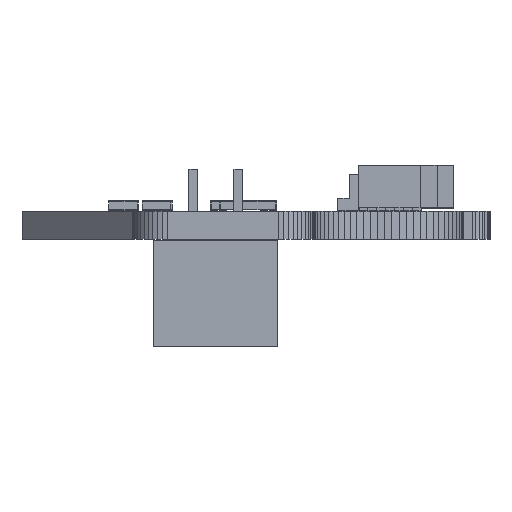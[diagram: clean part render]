
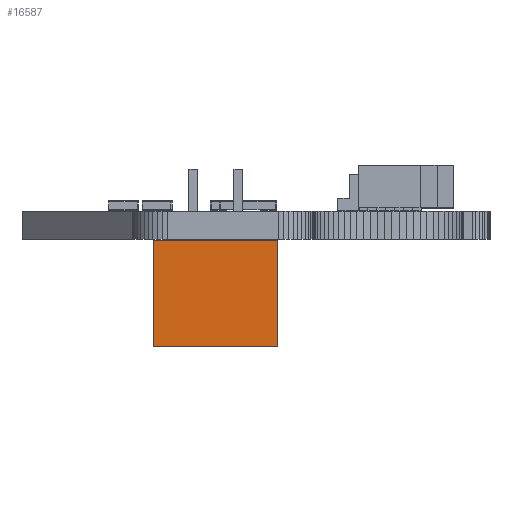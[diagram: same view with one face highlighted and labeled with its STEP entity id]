
A CAD part, left-side view. The second image highlights one B-rep face of the part: STEP entity #16587.
In plain terms, the highlighted planar face has unit normal (-1, 0, 0).
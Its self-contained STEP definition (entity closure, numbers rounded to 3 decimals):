
#16587 = ADVANCED_FACE('',(#16588),#16602,.F.);
#16588 = FACE_BOUND('',#16589,.F.);
#16589 = EDGE_LOOP('',(#16590,#16625,#16653,#16681));
#16590 = ORIENTED_EDGE('',*,*,#16591,.T.);
#16591 = EDGE_CURVE('',#16592,#16594,#16596,.T.);
#16592 = VERTEX_POINT('',#16593);
#16593 = CARTESIAN_POINT('',(-2.1,2.23,0.));
#16594 = VERTEX_POINT('',#16595);
#16595 = CARTESIAN_POINT('',(-2.1,2.23,6.));
#16596 = SURFACE_CURVE('',#16597,(#16601,#16613),.PCURVE_S1.);
#16597 = LINE('',#16598,#16599);
#16598 = CARTESIAN_POINT('',(-2.1,2.23,0.));
#16599 = VECTOR('',#16600,1.);
#16600 = DIRECTION('',(0.,0.,1.));
#16601 = PCURVE('',#16602,#16607);
#16602 = PLANE('',#16603);
#16603 = AXIS2_PLACEMENT_3D('',#16604,#16605,#16606);
#16604 = CARTESIAN_POINT('',(-2.1,2.23,0.));
#16605 = DIRECTION('',(1.,0.,0.));
#16606 = DIRECTION('',(0.,-1.,0.));
#16607 = DEFINITIONAL_REPRESENTATION('',(#16608),#16612);
#16608 = LINE('',#16609,#16610);
#16609 = CARTESIAN_POINT('',(0.,0.));
#16610 = VECTOR('',#16611,1.);
#16611 = DIRECTION('',(0.,-1.));
#16612 = ( GEOMETRIC_REPRESENTATION_CONTEXT(2) 
PARAMETRIC_REPRESENTATION_CONTEXT() REPRESENTATION_CONTEXT('2D SPACE',''
  ) );
#16613 = PCURVE('',#16614,#16619);
#16614 = PLANE('',#16615);
#16615 = AXIS2_PLACEMENT_3D('',#16616,#16617,#16618);
#16616 = CARTESIAN_POINT('',(0.9,2.23,0.));
#16617 = DIRECTION('',(0.,-1.,0.));
#16618 = DIRECTION('',(-1.,0.,0.));
#16619 = DEFINITIONAL_REPRESENTATION('',(#16620),#16624);
#16620 = LINE('',#16621,#16622);
#16621 = CARTESIAN_POINT('',(3.,0.));
#16622 = VECTOR('',#16623,1.);
#16623 = DIRECTION('',(0.,-1.));
#16624 = ( GEOMETRIC_REPRESENTATION_CONTEXT(2) 
PARAMETRIC_REPRESENTATION_CONTEXT() REPRESENTATION_CONTEXT('2D SPACE',''
  ) );
#16625 = ORIENTED_EDGE('',*,*,#16626,.T.);
#16626 = EDGE_CURVE('',#16594,#16627,#16629,.T.);
#16627 = VERTEX_POINT('',#16628);
#16628 = CARTESIAN_POINT('',(-2.1,-4.77,6.));
#16629 = SURFACE_CURVE('',#16630,(#16634,#16641),.PCURVE_S1.);
#16630 = LINE('',#16631,#16632);
#16631 = CARTESIAN_POINT('',(-2.1,2.23,6.));
#16632 = VECTOR('',#16633,1.);
#16633 = DIRECTION('',(0.,-1.,0.));
#16634 = PCURVE('',#16602,#16635);
#16635 = DEFINITIONAL_REPRESENTATION('',(#16636),#16640);
#16636 = LINE('',#16637,#16638);
#16637 = CARTESIAN_POINT('',(0.,-6.));
#16638 = VECTOR('',#16639,1.);
#16639 = DIRECTION('',(1.,0.));
#16640 = ( GEOMETRIC_REPRESENTATION_CONTEXT(2) 
PARAMETRIC_REPRESENTATION_CONTEXT() REPRESENTATION_CONTEXT('2D SPACE',''
  ) );
#16641 = PCURVE('',#16642,#16647);
#16642 = PLANE('',#16643);
#16643 = AXIS2_PLACEMENT_3D('',#16644,#16645,#16646);
#16644 = CARTESIAN_POINT('',(-2.1,2.23,6.));
#16645 = DIRECTION('',(0.,0.,-1.));
#16646 = DIRECTION('',(-1.,0.,0.));
#16647 = DEFINITIONAL_REPRESENTATION('',(#16648),#16652);
#16648 = LINE('',#16649,#16650);
#16649 = CARTESIAN_POINT('',(0.,0.));
#16650 = VECTOR('',#16651,1.);
#16651 = DIRECTION('',(0.,-1.));
#16652 = ( GEOMETRIC_REPRESENTATION_CONTEXT(2) 
PARAMETRIC_REPRESENTATION_CONTEXT() REPRESENTATION_CONTEXT('2D SPACE',''
  ) );
#16653 = ORIENTED_EDGE('',*,*,#16654,.F.);
#16654 = EDGE_CURVE('',#16655,#16627,#16657,.T.);
#16655 = VERTEX_POINT('',#16656);
#16656 = CARTESIAN_POINT('',(-2.1,-4.77,0.));
#16657 = SURFACE_CURVE('',#16658,(#16662,#16669),.PCURVE_S1.);
#16658 = LINE('',#16659,#16660);
#16659 = CARTESIAN_POINT('',(-2.1,-4.77,0.));
#16660 = VECTOR('',#16661,1.);
#16661 = DIRECTION('',(0.,0.,1.));
#16662 = PCURVE('',#16602,#16663);
#16663 = DEFINITIONAL_REPRESENTATION('',(#16664),#16668);
#16664 = LINE('',#16665,#16666);
#16665 = CARTESIAN_POINT('',(7.,0.));
#16666 = VECTOR('',#16667,1.);
#16667 = DIRECTION('',(0.,-1.));
#16668 = ( GEOMETRIC_REPRESENTATION_CONTEXT(2) 
PARAMETRIC_REPRESENTATION_CONTEXT() REPRESENTATION_CONTEXT('2D SPACE',''
  ) );
#16669 = PCURVE('',#16670,#16675);
#16670 = PLANE('',#16671);
#16671 = AXIS2_PLACEMENT_3D('',#16672,#16673,#16674);
#16672 = CARTESIAN_POINT('',(-2.1,-4.77,0.));
#16673 = DIRECTION('',(0.,1.,0.));
#16674 = DIRECTION('',(1.,0.,0.));
#16675 = DEFINITIONAL_REPRESENTATION('',(#16676),#16680);
#16676 = LINE('',#16677,#16678);
#16677 = CARTESIAN_POINT('',(0.,0.));
#16678 = VECTOR('',#16679,1.);
#16679 = DIRECTION('',(0.,-1.));
#16680 = ( GEOMETRIC_REPRESENTATION_CONTEXT(2) 
PARAMETRIC_REPRESENTATION_CONTEXT() REPRESENTATION_CONTEXT('2D SPACE',''
  ) );
#16681 = ORIENTED_EDGE('',*,*,#16682,.F.);
#16682 = EDGE_CURVE('',#16592,#16655,#16683,.T.);
#16683 = SURFACE_CURVE('',#16684,(#16688,#16695),.PCURVE_S1.);
#16684 = LINE('',#16685,#16686);
#16685 = CARTESIAN_POINT('',(-2.1,2.23,0.));
#16686 = VECTOR('',#16687,1.);
#16687 = DIRECTION('',(0.,-1.,0.));
#16688 = PCURVE('',#16602,#16689);
#16689 = DEFINITIONAL_REPRESENTATION('',(#16690),#16694);
#16690 = LINE('',#16691,#16692);
#16691 = CARTESIAN_POINT('',(0.,0.));
#16692 = VECTOR('',#16693,1.);
#16693 = DIRECTION('',(1.,0.));
#16694 = ( GEOMETRIC_REPRESENTATION_CONTEXT(2) 
PARAMETRIC_REPRESENTATION_CONTEXT() REPRESENTATION_CONTEXT('2D SPACE',''
  ) );
#16695 = PCURVE('',#16696,#16701);
#16696 = PLANE('',#16697);
#16697 = AXIS2_PLACEMENT_3D('',#16698,#16699,#16700);
#16698 = CARTESIAN_POINT('',(-2.1,2.23,0.));
#16699 = DIRECTION('',(0.,0.,-1.));
#16700 = DIRECTION('',(-1.,0.,0.));
#16701 = DEFINITIONAL_REPRESENTATION('',(#16702),#16706);
#16702 = LINE('',#16703,#16704);
#16703 = CARTESIAN_POINT('',(0.,0.));
#16704 = VECTOR('',#16705,1.);
#16705 = DIRECTION('',(0.,-1.));
#16706 = ( GEOMETRIC_REPRESENTATION_CONTEXT(2) 
PARAMETRIC_REPRESENTATION_CONTEXT() REPRESENTATION_CONTEXT('2D SPACE',''
  ) );
